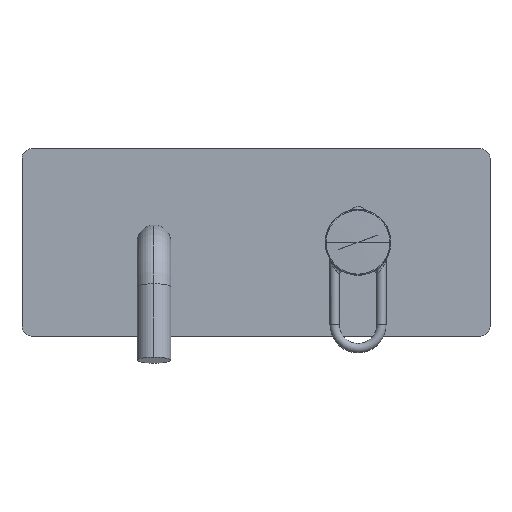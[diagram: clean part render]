
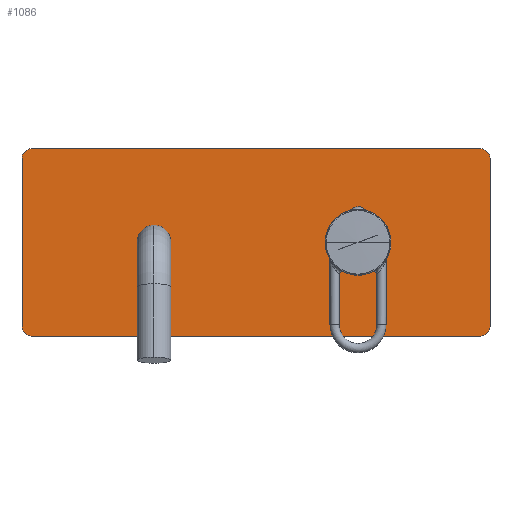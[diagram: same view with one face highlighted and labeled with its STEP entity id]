
A CAD part, top view. The second image highlights one B-rep face of the part: STEP entity #1086.
In plain terms, the highlighted planar face has unit normal (0, 0, 1).
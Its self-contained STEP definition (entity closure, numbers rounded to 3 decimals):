
#83=CARTESIAN_POINT('',(65.5,45.,50.));
#84=DIRECTION('',(0.,0.,1.));
#85=DIRECTION('',(1.,0.,0.));
#86=AXIS2_PLACEMENT_3D('',#83,#84,#85);
#88=DIRECTION('',(0.,1.,0.));
#89=VECTOR('',#88,90.);
#90=CARTESIAN_POINT('',(70.5,-45.,50.));
#91=LINE('',#90,#89);
#92=CARTESIAN_POINT('',(65.5,-45.,50.));
#93=DIRECTION('',(0.,0.,1.));
#94=DIRECTION('',(0.,-1.,0.));
#95=AXIS2_PLACEMENT_3D('',#92,#93,#94);
#97=DIRECTION('',(1.,0.,0.));
#98=VECTOR('',#97,240.);
#99=CARTESIAN_POINT('',(-174.5,-50.,50.));
#100=LINE('',#99,#98);
#101=CARTESIAN_POINT('',(-174.5,-45.,50.));
#102=DIRECTION('',(0.,0.,1.));
#103=DIRECTION('',(-1.,0.,0.));
#104=AXIS2_PLACEMENT_3D('',#101,#102,#103);
#106=DIRECTION('',(0.,-1.,0.));
#107=VECTOR('',#106,90.);
#108=CARTESIAN_POINT('',(-179.5,45.,50.));
#109=LINE('',#108,#107);
#110=CARTESIAN_POINT('',(-174.5,45.,50.));
#111=DIRECTION('',(0.,0.,1.));
#112=DIRECTION('',(0.,1.,0.));
#113=AXIS2_PLACEMENT_3D('',#110,#111,#112);
#115=DIRECTION('',(-1.,0.,0.));
#116=VECTOR('',#115,240.);
#117=CARTESIAN_POINT('',(65.5,50.,50.));
#118=LINE('',#117,#116);
#119=CARTESIAN_POINT('',(-109.,0.,50.));
#120=DIRECTION('',(0.,0.,1.));
#121=DIRECTION('',(0.,-1.,0.));
#122=AXIS2_PLACEMENT_3D('',#119,#120,#121);
#124=CARTESIAN_POINT('',(-109.,0.,50.));
#125=DIRECTION('',(0.,0.,1.));
#126=DIRECTION('',(0.,1.,0.));
#127=AXIS2_PLACEMENT_3D('',#124,#125,#126);
#137=CARTESIAN_POINT('',(0.,0.,50.));
#138=DIRECTION('',(0.,0.,-1.));
#139=DIRECTION('',(-1.,0.,0.));
#140=AXIS2_PLACEMENT_3D('',#137,#138,#139);
#147=CARTESIAN_POINT('',(0.,0.,50.));
#148=DIRECTION('',(0.,0.,-1.));
#149=DIRECTION('',(1.,0.,0.));
#150=AXIS2_PLACEMENT_3D('',#147,#148,#149);
#815=CARTESIAN_POINT('',(70.5,45.,50.));
#816=VERTEX_POINT('',#815);
#817=CARTESIAN_POINT('',(65.5,50.,50.));
#818=VERTEX_POINT('',#817);
#823=CARTESIAN_POINT('',(-174.5,50.,50.));
#824=VERTEX_POINT('',#823);
#825=CARTESIAN_POINT('',(-179.5,45.,50.));
#826=VERTEX_POINT('',#825);
#831=CARTESIAN_POINT('',(-179.5,-45.,50.));
#832=VERTEX_POINT('',#831);
#833=CARTESIAN_POINT('',(-174.5,-50.,50.));
#834=VERTEX_POINT('',#833);
#839=CARTESIAN_POINT('',(65.5,-50.,50.));
#840=VERTEX_POINT('',#839);
#841=CARTESIAN_POINT('',(70.5,-45.,50.));
#842=VERTEX_POINT('',#841);
#859=CARTESIAN_POINT('',(-109.,-9.,50.));
#860=CARTESIAN_POINT('',(-109.,9.,50.));
#861=VERTEX_POINT('',#859);
#862=VERTEX_POINT('',#860);
#871=CARTESIAN_POINT('',(-17.6,0.,50.));
#872=CARTESIAN_POINT('',(17.6,0.,50.));
#873=VERTEX_POINT('',#871);
#874=VERTEX_POINT('',#872);
#1058=CARTESIAN_POINT('',(0.,0.,50.));
#1059=DIRECTION('',(0.,0.,1.));
#1060=DIRECTION('',(1.,0.,0.));
#1061=AXIS2_PLACEMENT_3D('',#1058,#1059,#1060);
#1062=PLANE('',#1061);
#1063=ORIENTED_EDGE('',*,*,#940,.F.);
#1064=ORIENTED_EDGE('',*,*,#963,.F.);
#1065=ORIENTED_EDGE('',*,*,#983,.F.);
#1066=ORIENTED_EDGE('',*,*,#1003,.F.);
#1067=ORIENTED_EDGE('',*,*,#1025,.F.);
#1068=ORIENTED_EDGE('',*,*,#1044,.F.);
#1069=ORIENTED_EDGE('',*,*,#888,.F.);
#1071=ORIENTED_EDGE('',*,*,#1070,.F.);
#1072=EDGE_LOOP('',(#1063,#1064,#1065,#1066,#1067,#1068,#1069,#1071));
#1073=FACE_OUTER_BOUND('',#1072,.F.);
#1075=ORIENTED_EDGE('',*,*,#1074,.F.);
#1077=ORIENTED_EDGE('',*,*,#1076,.F.);
#1078=EDGE_LOOP('',(#1075,#1077));
#1079=FACE_BOUND('',#1078,.F.);
#1081=ORIENTED_EDGE('',*,*,#1080,.T.);
#1083=ORIENTED_EDGE('',*,*,#1082,.T.);
#1084=EDGE_LOOP('',(#1081,#1083));
#1085=FACE_BOUND('',#1084,.F.);
#1086=ADVANCED_FACE('',(#1073,#1079,#1085),#1062,.T.);
#87=CIRCLE('',#86,5.);
#96=CIRCLE('',#95,5.);
#105=CIRCLE('',#104,5.);
#114=CIRCLE('',#113,5.);
#123=CIRCLE('',#122,9.);
#128=CIRCLE('',#127,9.);
#141=CIRCLE('',#140,17.6);
#151=CIRCLE('',#150,17.6);
#888=EDGE_CURVE('',#824,#826,#114,.T.);
#940=EDGE_CURVE('',#816,#818,#87,.T.);
#963=EDGE_CURVE('',#842,#816,#91,.T.);
#983=EDGE_CURVE('',#840,#842,#96,.T.);
#1003=EDGE_CURVE('',#834,#840,#100,.T.);
#1025=EDGE_CURVE('',#832,#834,#105,.T.);
#1044=EDGE_CURVE('',#826,#832,#109,.T.);
#1070=EDGE_CURVE('',#818,#824,#118,.T.);
#1074=EDGE_CURVE('',#873,#874,#141,.T.);
#1076=EDGE_CURVE('',#874,#873,#151,.T.);
#1080=EDGE_CURVE('',#861,#862,#123,.T.);
#1082=EDGE_CURVE('',#862,#861,#128,.T.);
